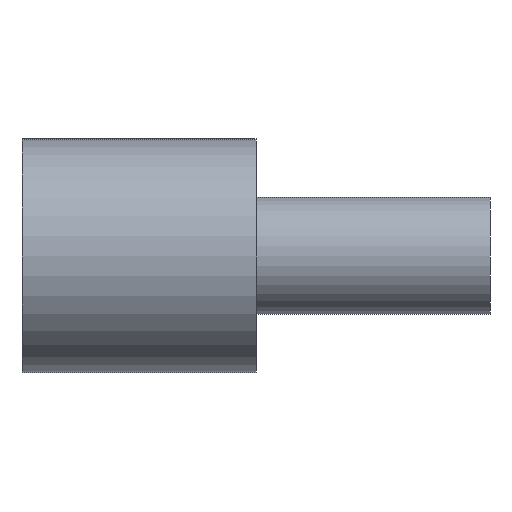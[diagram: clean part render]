
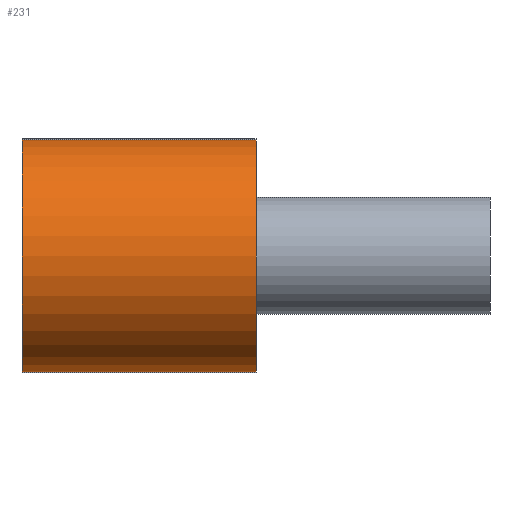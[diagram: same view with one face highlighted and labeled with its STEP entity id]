
A CAD part, left-side view. The second image highlights one B-rep face of the part: STEP entity #231.
In plain terms, the highlighted cylindrical face has radius 25.278 mm (diameter 50.556 mm), a partial arc.
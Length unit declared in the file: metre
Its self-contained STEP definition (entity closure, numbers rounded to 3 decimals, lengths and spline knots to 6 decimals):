
#22=CYLINDRICAL_SURFACE('',#264,0.025278);
#24=CIRCLE('',#254,0.025278);
#28=CIRCLE('',#259,0.025278);
#81=ORIENTED_EDGE('',*,*,#106,.T.);
#82=ORIENTED_EDGE('',*,*,#112,.T.);
#83=ORIENTED_EDGE('',*,*,#88,.F.);
#84=ORIENTED_EDGE('',*,*,#108,.F.);
#88=EDGE_CURVE('',#116,#117,#136,.T.);
#106=EDGE_CURVE('',#131,#130,#154,.T.);
#108=EDGE_CURVE('',#131,#116,#24,.T.);
#112=EDGE_CURVE('',#130,#117,#28,.T.);
#116=VERTEX_POINT('',#335);
#117=VERTEX_POINT('',#336);
#130=VERTEX_POINT('',#371);
#131=VERTEX_POINT('',#373);
#136=LINE('',#334,#156);
#154=LINE('',#372,#174);
#156=VECTOR('',#272,1.);
#174=VECTOR('',#300,1.);
#190=EDGE_LOOP('',(#81,#82,#83,#84));
#208=FACE_BOUND('',#190,.T.);
#231=ADVANCED_FACE('',(#208),#22,.T.);
#254=AXIS2_PLACEMENT_3D('',#376,#304,#305);
#259=AXIS2_PLACEMENT_3D('',#383,#314,#315);
#264=AXIS2_PLACEMENT_3D('',#389,#324,#325);
#272=DIRECTION('',(0.,1.,0.));
#300=DIRECTION('',(0.,1.,0.));
#304=DIRECTION('',(0.,-1.,0.));
#305=DIRECTION('',(1.,0.,0.));
#314=DIRECTION('',(0.,-1.,0.));
#315=DIRECTION('',(1.,0.,0.));
#324=DIRECTION('',(0.,1.,0.));
#325=DIRECTION('',(0.,0.,1.));
#334=CARTESIAN_POINT('',(-0.098842,-0.0508,-0.024459));
#335=CARTESIAN_POINT('',(-0.098842,-0.0508,-0.024459));
#336=CARTESIAN_POINT('',(-0.098842,0.,-0.024459));
#371=CARTESIAN_POINT('',(-0.098842,0.,0.026097));
#372=CARTESIAN_POINT('',(-0.098842,-0.0508,0.026097));
#373=CARTESIAN_POINT('',(-0.098842,-0.0508,0.026097));
#376=CARTESIAN_POINT('',(-0.098842,-0.0508,0.000819));
#383=CARTESIAN_POINT('',(-0.098842,0.,0.000819));
#389=CARTESIAN_POINT('',(-0.098842,-0.0508,0.000819));
